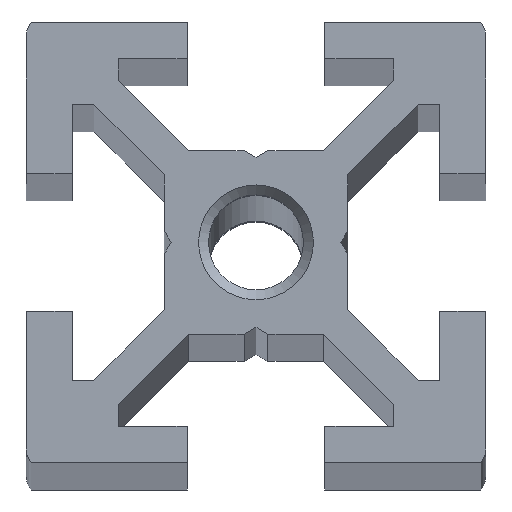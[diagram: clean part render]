
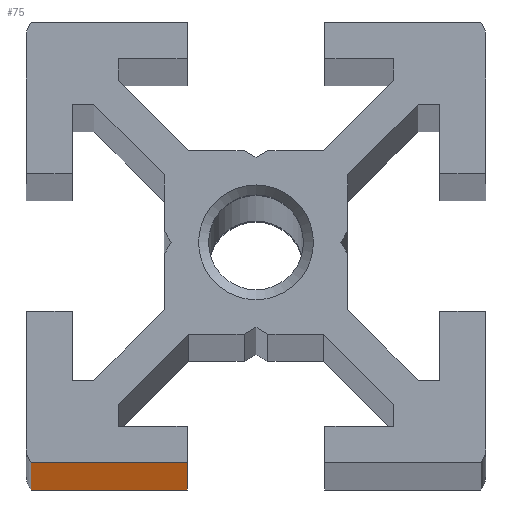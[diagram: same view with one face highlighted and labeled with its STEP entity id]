
A CAD part, top view. The second image highlights one B-rep face of the part: STEP entity #75.
In plain terms, the highlighted planar face has unit normal (0, -1, 0).
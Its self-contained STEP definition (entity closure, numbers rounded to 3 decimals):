
#75 = ADVANCED_FACE( '', ( #145 ), #146, .T. );
#145 = FACE_OUTER_BOUND( '', #292, .T. );
#146 = PLANE( '', #293 );
#292 = EDGE_LOOP( '', ( #439, #440, #441, #442 ) );
#293 = AXIS2_PLACEMENT_3D( '', #443, #444, #445 );
#439 = ORIENTED_EDGE( '', *, *, #1022, .F. );
#440 = ORIENTED_EDGE( '', *, *, #1023, .F. );
#441 = ORIENTED_EDGE( '', *, *, #1024, .T. );
#442 = ORIENTED_EDGE( '', *, *, #1025, .T. );
#443 = CARTESIAN_POINT( '', ( -9.8, -9.6, -680. ) );
#444 = DIRECTION( '', ( 0., -1., 0. ) );
#445 = DIRECTION( '', ( 0., 0., -1. ) );
#1022 = EDGE_CURVE( '', #1210, #1211, #1212, .T. );
#1023 = EDGE_CURVE( '', #1213, #1210, #1214, .T. );
#1024 = EDGE_CURVE( '', #1213, #1215, #1216, .T. );
#1025 = EDGE_CURVE( '', #1215, #1211, #1217, .T. );
#1210 = VERTEX_POINT( '', #1526 );
#1211 = VERTEX_POINT( '', #1527 );
#1212 = LINE( '', #1528, #1529 );
#1213 = VERTEX_POINT( '', #1530 );
#1214 = LINE( '', #1531, #1532 );
#1215 = VERTEX_POINT( '', #1533 );
#1216 = LINE( '', #1534, #1535 );
#1217 = LINE( '', #1536, #1537 );
#1526 = CARTESIAN_POINT( '', ( -9.8, -9.6, 0. ) );
#1527 = CARTESIAN_POINT( '', ( -3., -9.6, 0. ) );
#1528 = CARTESIAN_POINT( '', ( -9.8, -9.6, 0. ) );
#1529 = VECTOR( '', #2014, 1000. );
#1530 = CARTESIAN_POINT( '', ( -9.8, -9.6, -680. ) );
#1531 = CARTESIAN_POINT( '', ( -9.8, -9.6, -680. ) );
#1532 = VECTOR( '', #2015, 1000. );
#1533 = CARTESIAN_POINT( '', ( -3., -9.6, -680. ) );
#1534 = CARTESIAN_POINT( '', ( -9.8, -9.6, -680. ) );
#1535 = VECTOR( '', #2016, 1000. );
#1536 = CARTESIAN_POINT( '', ( -3., -9.6, -680. ) );
#1537 = VECTOR( '', #2017, 1000. );
#2014 = DIRECTION( '', ( 1., 0., 0. ) );
#2015 = DIRECTION( '', ( 0., 0., 1. ) );
#2016 = DIRECTION( '', ( 1., 0., 0. ) );
#2017 = DIRECTION( '', ( 0., 0., 1. ) );
